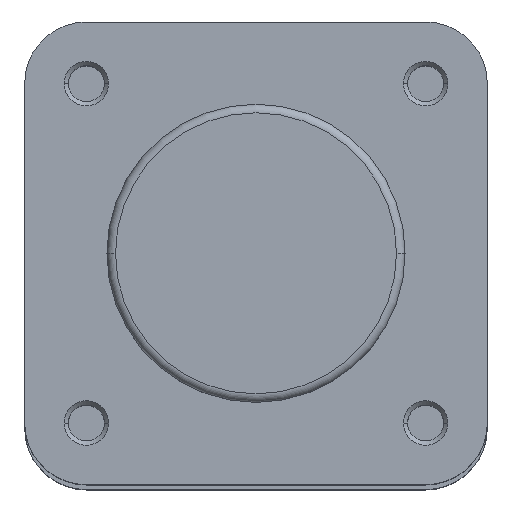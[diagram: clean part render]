
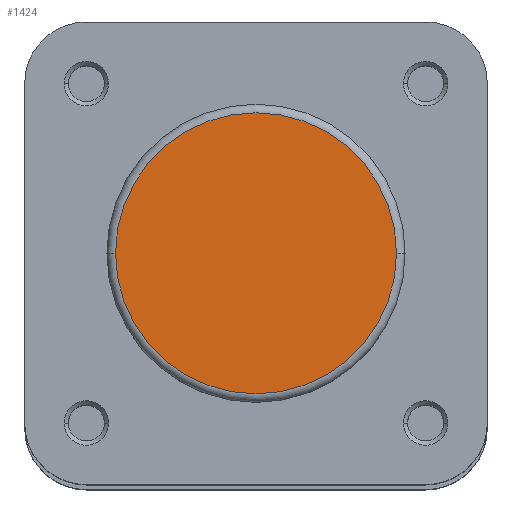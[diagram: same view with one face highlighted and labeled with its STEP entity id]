
A CAD part, top view. The second image highlights one B-rep face of the part: STEP entity #1424.
In plain terms, the highlighted planar face has unit normal (0, 0, 1).
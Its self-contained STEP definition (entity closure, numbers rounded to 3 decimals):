
#78 = CIRCLE ( 'NONE', #1815, 16.4 ) ;
#402 = CARTESIAN_POINT ( 'NONE',  ( -16.4, 0., 0. ) ) ;
#403 = CARTESIAN_POINT ( 'NONE',  ( 16.4, 0., 0. ) ) ;
#1037 = ORIENTED_EDGE ( 'NONE', *, *, #4935, .T. ) ;
#1038 = ORIENTED_EDGE ( 'NONE', *, *, #4970, .T. ) ;
#1424 = ADVANCED_FACE ( 'NONE', ( #3240 ), #5495, .F. ) ;
#1543 = EDGE_LOOP ( 'NONE', ( #1038, #1037 ) ) ;
#1794 = AXIS2_PLACEMENT_3D ( 'NONE', #2687, #2688, #2689 ) ;
#1815 = AXIS2_PLACEMENT_3D ( 'NONE', #2766, #2776, #2777 ) ;
#2687 = CARTESIAN_POINT ( 'NONE',  ( 0., 0., 0. ) ) ;
#2688 = DIRECTION ( 'NONE',  ( 0., 0., 1. ) ) ;
#2689 = DIRECTION ( 'NONE',  ( -1., 0., 0. ) ) ;
#2766 = CARTESIAN_POINT ( 'NONE',  ( 0., 0., 0. ) ) ;
#2776 = DIRECTION ( 'NONE',  ( 0., 0., 1. ) ) ;
#2777 = DIRECTION ( 'NONE',  ( -1., 0., 0. ) ) ;
#3240 = FACE_OUTER_BOUND ( 'NONE', #1543, .T. ) ;
#4008 = CIRCLE ( 'NONE', #1794, 16.4 ) ;
#4627 = AXIS2_PLACEMENT_3D ( 'NONE', #5507, #5502, #5505 ) ;
#4935 = EDGE_CURVE ( 'NONE', #5665, #5664, #4008, .T. ) ;
#4970 = EDGE_CURVE ( 'NONE', #5664, #5665, #78, .T. ) ;
#5495 = PLANE ( 'NONE',  #4627 ) ;
#5502 = DIRECTION ( 'NONE',  ( 0., 0., -1. ) ) ;
#5505 = DIRECTION ( 'NONE',  ( -1., 0., 0. ) ) ;
#5507 = CARTESIAN_POINT ( 'NONE',  ( 0., 17.4, 0. ) ) ;
#5664 = VERTEX_POINT ( 'NONE', #402 ) ;
#5665 = VERTEX_POINT ( 'NONE', #403 ) ;
